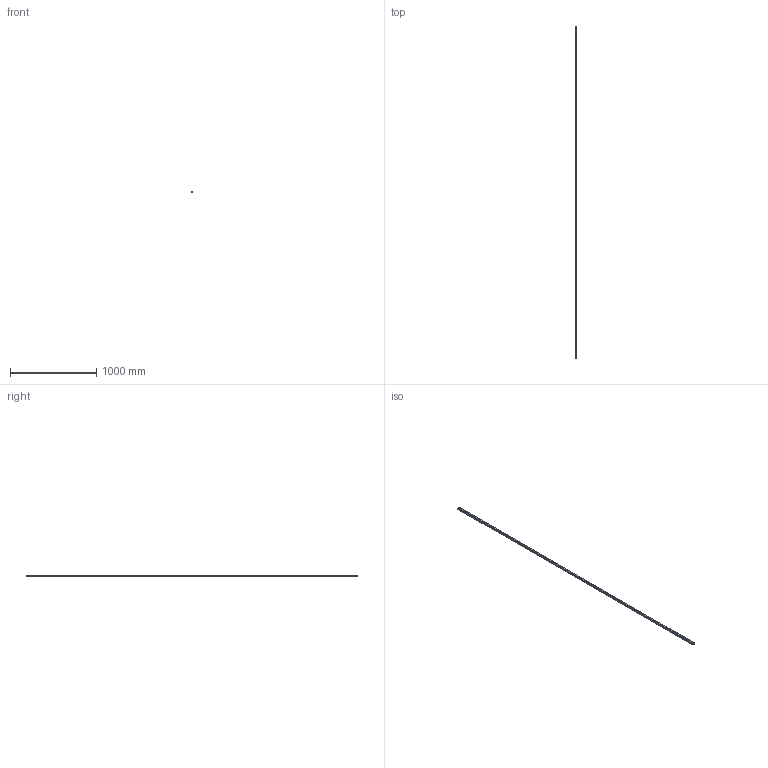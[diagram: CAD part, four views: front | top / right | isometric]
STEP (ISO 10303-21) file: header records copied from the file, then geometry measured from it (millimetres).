
FILE_DESCRIPTION(('STEP AP214'),'1');
FILE_NAME('cctmp_B86927A9-BB15-4DD9-AC0C-F240FDFFDCAE_2020_5_28_15_7_54_38..stp','2020-05-28T13:07:54',('HIWIN GmbH'),('CADClick - www.CADClick.com'),'Spatial InterOp 3D',' ','unknown authorization');
FILE_SCHEMA(('AUTOMOTIVE_DESIGN'));
Length unit declared in the file: millimetre
Products named in the file (1): HGR25R3840H_FILE
Bounding box: 23 x 3840 x 22 mm (x, y, z)
Volume: 1596425.9 mm3; surface area: 394202.6 mm2
Topology: 1 solids, 1 shells, 879 faces, 2235 edges, 1490 vertices
Faces by surface type: plane 473, cylinder 406
Entity records: 34309 total; most frequent: DIRECTION 5319, CARTESIAN_POINT 4605, ORIENTED_EDGE 4470, EDGE_CURVE 2235, AXIS2_PLACEMENT_3D 2204, VERTEX_POINT 1490, CIRCLE 1068, EDGE_LOOP 1011
